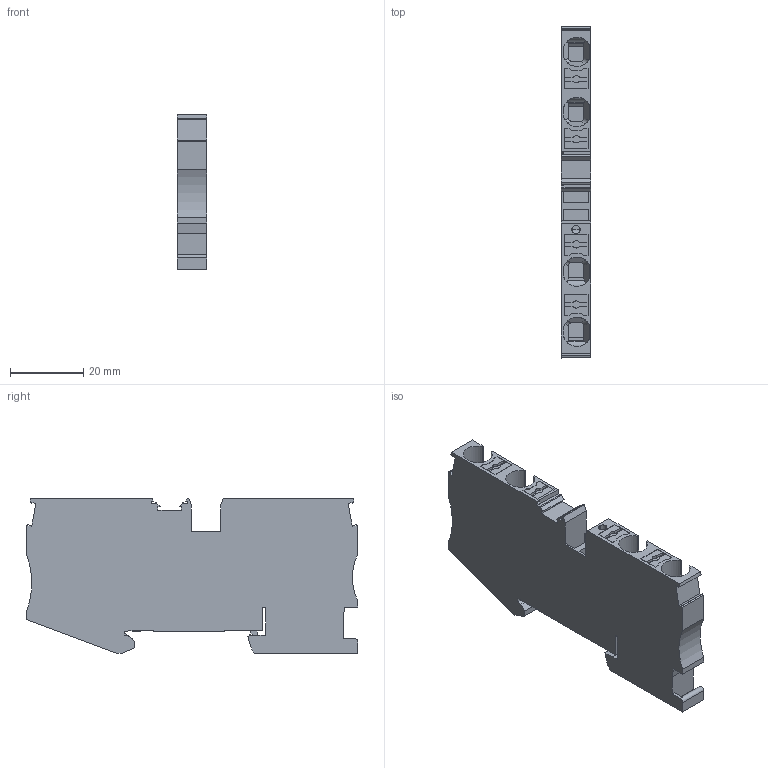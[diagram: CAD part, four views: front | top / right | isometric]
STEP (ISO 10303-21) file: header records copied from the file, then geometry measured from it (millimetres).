
FILE_DESCRIPTION(('Creo Elements/Direct Modeling STEP Export'),'2;1');
FILE_NAME('model.stp','2021-01-05T 0:15:30',(''),(''),'Creo Elements/Direct Modeling STEP processor for AP214 (Solid Model)','Creo Elements/Direct Modeling 20.1A 29-Sep-2018 (C) Parametric Technology GmbH','');
FILE_SCHEMA(('AUTOMOTIVE_DESIGN { 1 0 10303 214 1 1 1 1 }'));
Length unit declared in the file: millimetre
Products named in the file (2): PT_6_QUATTRO_PE-select
Assembly tree (1 placements, depth 2):
  PT_6_QUATTRO_PE-select
    PT_6_QUATTRO_PE-select
Bounding box: 8.15 x 90.53 x 42.2 mm (x, y, z)
Volume: 22891.9 mm3; surface area: 11828.1 mm2
Topology: 1 solids, 1 shells, 284 faces, 819 edges, 542 vertices
Faces by surface type: plane 230, cylinder 54
Entity records: 12969 total; most frequent: CARTESIAN_POINT 3193, ORIENTED_EDGE 1638, DIRECTION 1438, EDGE_CURVE 819, VECTOR 668, LINE 668, VERTEX_POINT 542, AXIS2_PLACEMENT_3D 385
